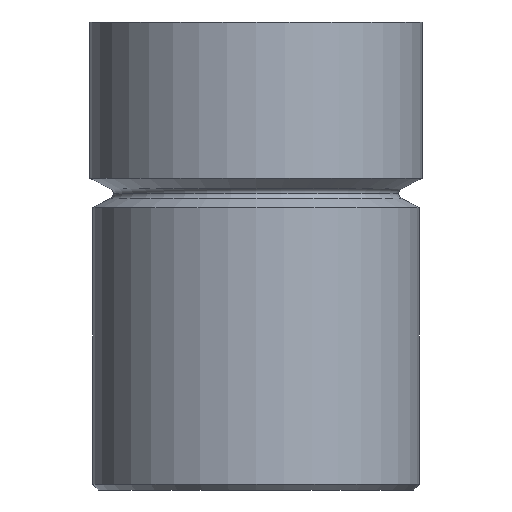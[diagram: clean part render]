
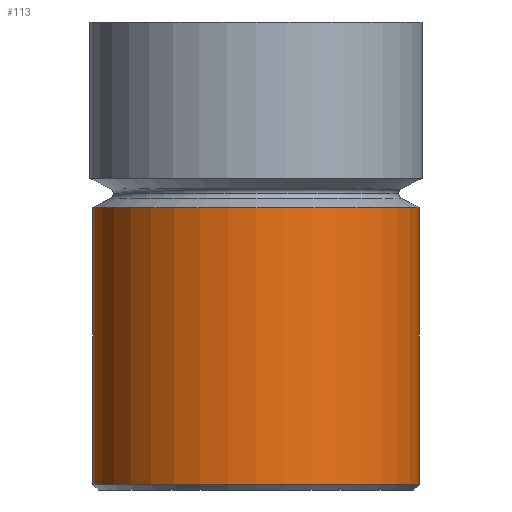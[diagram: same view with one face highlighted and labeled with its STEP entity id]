
A CAD part, front view. The second image highlights one B-rep face of the part: STEP entity #113.
In plain terms, the highlighted cylindrical face has radius 10.477 mm (diameter 20.955 mm), a partial arc.
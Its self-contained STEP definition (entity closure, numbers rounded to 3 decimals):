
#22 = VERTEX_POINT ( 'NONE', #205 ) ;
#24 = VERTEX_POINT ( 'NONE', #248 ) ;
#30 = ORIENTED_EDGE ( 'NONE', *, *, #158, .T. ) ;
#36 = VERTEX_POINT ( 'NONE', #286 ) ;
#45 = VERTEX_POINT ( 'NONE', #346 ) ;
#90 = EDGE_CURVE ( 'NONE', #36, #45, #466, .T. ) ;
#113 = ADVANCED_FACE ( 'NONE', ( #397 ), #396, .T. ) ;
#114 = EDGE_LOOP ( 'NONE', ( #117, #30, #133, #136 ) ) ;
#115 = EDGE_CURVE ( 'NONE', #22, #24, #391, .T. ) ;
#117 = ORIENTED_EDGE ( 'NONE', *, *, #90, .F. ) ;
#133 = ORIENTED_EDGE ( 'NONE', *, *, #115, .T. ) ;
#136 = ORIENTED_EDGE ( 'NONE', *, *, #137, .F. ) ;
#137 = EDGE_CURVE ( 'NONE', #45, #24, #271, .T. ) ;
#158 = EDGE_CURVE ( 'NONE', #36, #22, #317, .T. ) ;
#181 = DIRECTION ( 'NONE',  ( 0., 0., 1. ) ) ;
#182 = DIRECTION ( 'NONE',  ( 1., 0., 0. ) ) ;
#205 = CARTESIAN_POINT ( 'NONE',  ( 10.477, 0., -29.634 ) ) ;
#248 = CARTESIAN_POINT ( 'NONE',  ( 10.477, 0., -11.907 ) ) ;
#265 = CARTESIAN_POINT ( 'NONE',  ( 0., 0., -11.907 ) ) ;
#266 = AXIS2_PLACEMENT_3D ( 'NONE', #265, #181, #182 ) ;
#271 = CIRCLE ( 'NONE', #266, 10.477 ) ;
#286 = CARTESIAN_POINT ( 'NONE',  ( -10.477, 0., -29.634 ) ) ;
#316 = AXIS2_PLACEMENT_3D ( 'NONE', #329, #328, #327 ) ;
#317 = CIRCLE ( 'NONE', #316, 10.477 ) ;
#327 = DIRECTION ( 'NONE',  ( 1., 0., 0. ) ) ;
#328 = DIRECTION ( 'NONE',  ( 0., 0., 1. ) ) ;
#329 = CARTESIAN_POINT ( 'NONE',  ( 0., 0., -29.634 ) ) ;
#346 = CARTESIAN_POINT ( 'NONE',  ( -10.477, 0., -11.907 ) ) ;
#388 = DIRECTION ( 'NONE',  ( 0., 0., 1. ) ) ;
#389 = VECTOR ( 'NONE', #388, 1000. ) ;
#390 = CARTESIAN_POINT ( 'NONE',  ( 10.477, 0., 0. ) ) ;
#391 = LINE ( 'NONE', #390, #389 ) ;
#392 = DIRECTION ( 'NONE',  ( 1., 0., 0. ) ) ;
#393 = DIRECTION ( 'NONE',  ( 0., 0., 1. ) ) ;
#394 = CARTESIAN_POINT ( 'NONE',  ( 0., 0., 0. ) ) ;
#395 = AXIS2_PLACEMENT_3D ( 'NONE', #394, #393, #392 ) ;
#396 = CYLINDRICAL_SURFACE ( 'NONE', #395, 10.477 ) ;
#397 = FACE_OUTER_BOUND ( 'NONE', #114, .T. ) ;
#463 = DIRECTION ( 'NONE',  ( 0., 0., 1. ) ) ;
#464 = VECTOR ( 'NONE', #463, 1000. ) ;
#465 = CARTESIAN_POINT ( 'NONE',  ( -10.477, 0., 0. ) ) ;
#466 = LINE ( 'NONE', #465, #464 ) ;
